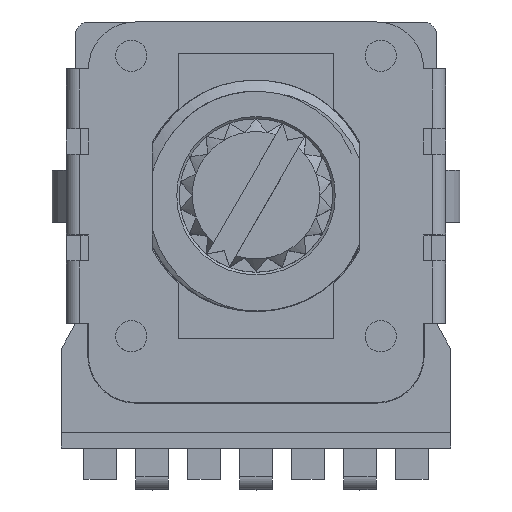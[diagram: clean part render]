
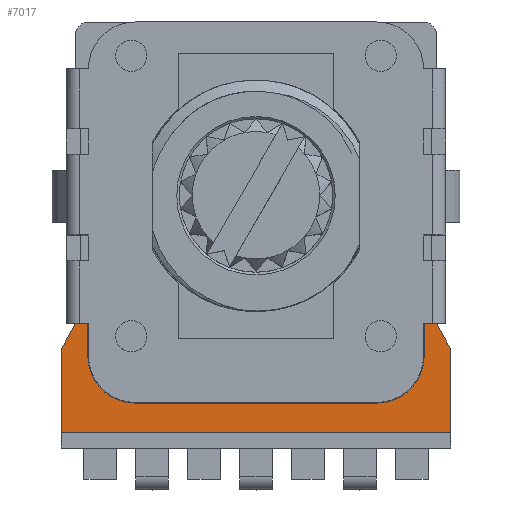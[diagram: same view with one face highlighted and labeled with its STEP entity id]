
A CAD part, top view. The second image highlights one B-rep face of the part: STEP entity #7017.
In plain terms, the highlighted planar face has unit normal (0, 0, 1).
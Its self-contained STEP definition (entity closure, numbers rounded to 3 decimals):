
#345=PLANE('',#7458);
#595=FACE_OUTER_BOUND('',#998,.T.);
#998=EDGE_LOOP('',(#4886,#4887,#4888,#4889,#4890,#4891,#4892,#4893,#4894,
#4895,#4896,#4897));
#1455=LINE('',#9849,#2171);
#1462=LINE('',#9863,#2178);
#1466=LINE('',#9871,#2182);
#1467=LINE('',#9873,#2183);
#1468=LINE('',#9875,#2184);
#1469=LINE('',#9877,#2185);
#1470=LINE('',#9881,#2186);
#1471=LINE('',#9885,#2187);
#1472=LINE('',#9887,#2188);
#1473=LINE('',#9888,#2189);
#2171=VECTOR('',#8088,10.);
#2178=VECTOR('',#8099,10.);
#2182=VECTOR('',#8105,10.);
#2183=VECTOR('',#8106,10.);
#2184=VECTOR('',#8107,10.);
#2185=VECTOR('',#8108,10.);
#2186=VECTOR('',#8111,10.);
#2187=VECTOR('',#8114,10.);
#2188=VECTOR('',#8115,10.);
#2189=VECTOR('',#8116,10.);
#2831=CIRCLE('',#7459,1.825);
#2832=CIRCLE('',#7460,1.825);
#3033=VERTEX_POINT('',#9847);
#3034=VERTEX_POINT('',#9848);
#3039=VERTEX_POINT('',#9862);
#3042=VERTEX_POINT('',#9870);
#3043=VERTEX_POINT('',#9872);
#3044=VERTEX_POINT('',#9874);
#3045=VERTEX_POINT('',#9876);
#3046=VERTEX_POINT('',#9878);
#3047=VERTEX_POINT('',#9880);
#3048=VERTEX_POINT('',#9882);
#3049=VERTEX_POINT('',#9884);
#3050=VERTEX_POINT('',#9886);
#3751=EDGE_CURVE('',#3033,#3034,#1455,.T.);
#3758=EDGE_CURVE('',#3039,#3033,#1462,.T.);
#3762=EDGE_CURVE('',#3034,#3042,#1466,.T.);
#3763=EDGE_CURVE('',#3042,#3043,#1467,.T.);
#3764=EDGE_CURVE('',#3043,#3044,#1468,.T.);
#3765=EDGE_CURVE('',#3044,#3045,#1469,.F.);
#3766=EDGE_CURVE('',#3045,#3046,#2831,.F.);
#3767=EDGE_CURVE('',#3046,#3047,#1470,.F.);
#3768=EDGE_CURVE('',#3047,#3048,#2832,.F.);
#3769=EDGE_CURVE('',#3048,#3049,#1471,.F.);
#3770=EDGE_CURVE('',#3049,#3050,#1472,.T.);
#3771=EDGE_CURVE('',#3050,#3039,#1473,.T.);
#4886=ORIENTED_EDGE('',*,*,#3751,.T.);
#4887=ORIENTED_EDGE('',*,*,#3762,.T.);
#4888=ORIENTED_EDGE('',*,*,#3763,.T.);
#4889=ORIENTED_EDGE('',*,*,#3764,.T.);
#4890=ORIENTED_EDGE('',*,*,#3765,.T.);
#4891=ORIENTED_EDGE('',*,*,#3766,.T.);
#4892=ORIENTED_EDGE('',*,*,#3767,.T.);
#4893=ORIENTED_EDGE('',*,*,#3768,.T.);
#4894=ORIENTED_EDGE('',*,*,#3769,.T.);
#4895=ORIENTED_EDGE('',*,*,#3770,.T.);
#4896=ORIENTED_EDGE('',*,*,#3771,.T.);
#4897=ORIENTED_EDGE('',*,*,#3758,.T.);
#7017=ADVANCED_FACE('',(#595),#345,.T.);
#7458=AXIS2_PLACEMENT_3D('',#9869,#8103,#8104);
#7459=AXIS2_PLACEMENT_3D('',#9879,#8109,#8110);
#7460=AXIS2_PLACEMENT_3D('',#9883,#8112,#8113);
#8088=DIRECTION('',(1.,0.,0.));
#8099=DIRECTION('',(0.,-1.,0.));
#8103=DIRECTION('center_axis',(0.,0.,1.));
#8104=DIRECTION('ref_axis',(-1.,0.,0.));
#8105=DIRECTION('',(0.,1.,0.));
#8106=DIRECTION('',(-0.482,0.876,0.));
#8107=DIRECTION('',(-1.,0.,0.));
#8108=DIRECTION('',(0.,1.,0.));
#8109=DIRECTION('center_axis',(0.,0.,1.));
#8110=DIRECTION('ref_axis',(0.,-1.,0.));
#8111=DIRECTION('',(1.,0.,0.));
#8112=DIRECTION('center_axis',(0.,0.,1.));
#8113=DIRECTION('ref_axis',(-1.,0.,0.));
#8114=DIRECTION('',(0.,-1.,0.));
#8115=DIRECTION('',(-1.,0.,0.));
#8116=DIRECTION('',(-0.482,-0.876,0.));
#9847=CARTESIAN_POINT('',(-7.5,-9.1,6.4));
#9848=CARTESIAN_POINT('',(7.5,-9.1,6.4));
#9849=CARTESIAN_POINT('',(-3.75,-9.1,6.4));
#9862=CARTESIAN_POINT('',(-7.5,-5.9,6.4));
#9863=CARTESIAN_POINT('',(-7.5,-5.9,6.4));
#9869=CARTESIAN_POINT('Origin',(0.,-7.3,6.4));
#9870=CARTESIAN_POINT('',(7.5,-5.9,6.4));
#9871=CARTESIAN_POINT('',(7.5,-9.7,6.4));
#9872=CARTESIAN_POINT('',(6.95,-4.9,6.4));
#9873=CARTESIAN_POINT('',(7.5,-5.9,6.4));
#9874=CARTESIAN_POINT('',(6.475,-4.9,6.4));
#9875=CARTESIAN_POINT('',(6.45,-4.9,6.4));
#9876=CARTESIAN_POINT('',(6.475,-6.15,6.4));
#9877=CARTESIAN_POINT('',(6.475,-6.1,6.4));
#9878=CARTESIAN_POINT('',(4.65,-7.975,6.4));
#9879=CARTESIAN_POINT('Origin',(4.65,-6.15,6.4));
#9880=CARTESIAN_POINT('',(-4.65,-7.975,6.4));
#9881=CARTESIAN_POINT('',(2.325,-7.975,6.4));
#9882=CARTESIAN_POINT('',(-6.475,-6.15,6.4));
#9883=CARTESIAN_POINT('Origin',(-4.65,-6.15,6.4));
#9884=CARTESIAN_POINT('',(-6.475,-4.9,6.4));
#9885=CARTESIAN_POINT('',(-6.475,-6.725,6.4));
#9886=CARTESIAN_POINT('',(-6.95,-4.9,6.4));
#9887=CARTESIAN_POINT('',(-7.3,-4.9,6.4));
#9888=CARTESIAN_POINT('',(-6.95,-4.9,6.4));
